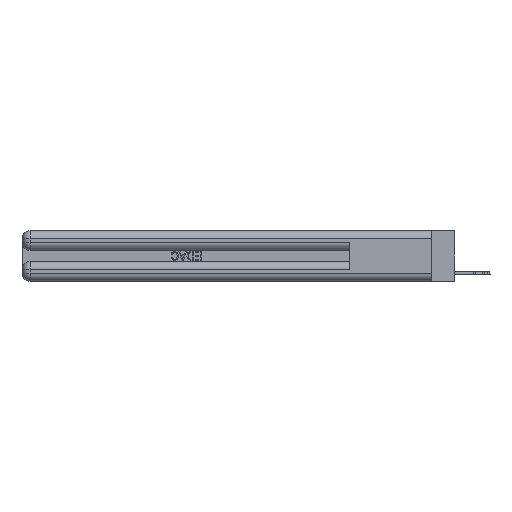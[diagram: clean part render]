
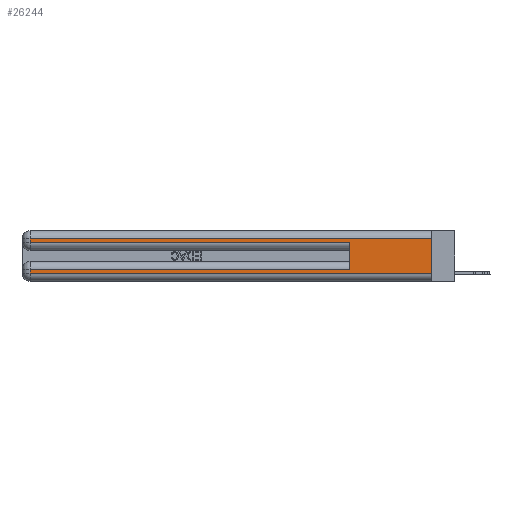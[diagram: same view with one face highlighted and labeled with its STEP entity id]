
A CAD part, left-side view. The second image highlights one B-rep face of the part: STEP entity #26244.
In plain terms, the highlighted planar face has unit normal (-1, 0, 0).
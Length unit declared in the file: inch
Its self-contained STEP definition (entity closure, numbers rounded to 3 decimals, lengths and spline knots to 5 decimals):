
#355 = LINE ( 'NONE', #6069, #4882 ) ;
#429 = DIRECTION ( 'NONE',  ( 0., 0., 1. ) ) ;
#2172 = DIRECTION ( 'NONE',  ( 0., -1., 0. ) ) ;
#2438 = LINE ( 'NONE', #13132, #9662 ) ;
#2452 = PLANE ( 'NONE',  #29810 ) ;
#2925 = CARTESIAN_POINT ( 'NONE',  ( 0., 0., 0.37 ) ) ;
#3508 = VERTEX_POINT ( 'NONE', #16287 ) ;
#4273 = DIRECTION ( 'NONE',  ( 0., 0., -1. ) ) ;
#4882 = VECTOR ( 'NONE', #31591, 39.37008 ) ;
#6069 = CARTESIAN_POINT ( 'NONE',  ( 0., 0., 0.085 ) ) ;
#6077 = EDGE_LOOP ( 'NONE', ( #25565, #24409, #30543, #30057, #32427, #12232, #6102, #12604 ) ) ;
#6102 = ORIENTED_EDGE ( 'NONE', *, *, #11191, .T. ) ;
#6361 = VERTEX_POINT ( 'NONE', #27969 ) ;
#6492 = VECTOR ( 'NONE', #4273, 39.37008 ) ;
#7161 = CARTESIAN_POINT ( 'NONE',  ( 0., 0., 0.31 ) ) ;
#7339 = VERTEX_POINT ( 'NONE', #29028 ) ;
#7819 = CARTESIAN_POINT ( 'NONE',  ( 0., 0., 0.06 ) ) ;
#8187 = DIRECTION ( 'NONE',  ( 0., 0., -1. ) ) ;
#9249 = EDGE_CURVE ( 'NONE', #21635, #27428, #29486, .T. ) ;
#9662 = VECTOR ( 'NONE', #23258, 39.37008 ) ;
#11191 = EDGE_CURVE ( 'NONE', #3508, #14724, #2438, .T. ) ;
#11246 = DIRECTION ( 'NONE',  ( 0., 0., -1. ) ) ;
#11445 = VECTOR ( 'NONE', #11246, 39.37008 ) ;
#12231 = CARTESIAN_POINT ( 'NONE',  ( 0., 0., 0.285 ) ) ;
#12232 = ORIENTED_EDGE ( 'NONE', *, *, #23090, .T. ) ;
#12604 = ORIENTED_EDGE ( 'NONE', *, *, #31350, .T. ) ;
#12960 = LINE ( 'NONE', #30259, #27835 ) ;
#13068 = LINE ( 'NONE', #22708, #21988 ) ;
#13132 = CARTESIAN_POINT ( 'NONE',  ( 0., 2.94, 0.37 ) ) ;
#14575 = EDGE_CURVE ( 'NONE', #29056, #7339, #13068, .T. ) ;
#14666 = LINE ( 'NONE', #31938, #6492 ) ;
#14724 = VERTEX_POINT ( 'NONE', #31646 ) ;
#16287 = CARTESIAN_POINT ( 'NONE',  ( 0., 2.94, 0.085 ) ) ;
#17897 = DIRECTION ( 'NONE',  ( 0., -1., 0. ) ) ;
#18033 = DIRECTION ( 'NONE',  ( 0., 1., 0. ) ) ;
#18363 = CARTESIAN_POINT ( 'NONE',  ( 0., 0.6, 0.085 ) ) ;
#19091 = CARTESIAN_POINT ( 'NONE',  ( 0., 0.6, 0.285 ) ) ;
#20764 = DIRECTION ( 'NONE',  ( 1., 0., 0. ) ) ;
#21635 = VERTEX_POINT ( 'NONE', #23865 ) ;
#21988 = VECTOR ( 'NONE', #18033, 39.37008 ) ;
#22708 = CARTESIAN_POINT ( 'NONE',  ( 0., 0., 0.31 ) ) ;
#23090 = EDGE_CURVE ( 'NONE', #30439, #3508, #355, .T. ) ;
#23258 = DIRECTION ( 'NONE',  ( 0., 0., -1. ) ) ;
#23865 = CARTESIAN_POINT ( 'NONE',  ( 0., 2.94, 0.285 ) ) ;
#24331 = CARTESIAN_POINT ( 'NONE',  ( 0., 0., 0.37 ) ) ;
#24409 = ORIENTED_EDGE ( 'NONE', *, *, #14575, .T. ) ;
#25113 = FACE_OUTER_BOUND ( 'NONE', #6077, .T. ) ;
#25565 = ORIENTED_EDGE ( 'NONE', *, *, #31777, .F. ) ;
#25718 = VECTOR ( 'NONE', #17897, 39.37008 ) ;
#26059 = EDGE_CURVE ( 'NONE', #7339, #21635, #14666, .T. ) ;
#26244 = ADVANCED_FACE ( 'NONE', ( #25113 ), #2452, .F. ) ;
#27428 = VERTEX_POINT ( 'NONE', #19091 ) ;
#27835 = VECTOR ( 'NONE', #429, 39.37008 ) ;
#27969 = CARTESIAN_POINT ( 'NONE',  ( 0., 0., 0.06 ) ) ;
#28833 = LINE ( 'NONE', #24331, #11445 ) ;
#29028 = CARTESIAN_POINT ( 'NONE',  ( 0., 2.94, 0.31 ) ) ;
#29056 = VERTEX_POINT ( 'NONE', #7161 ) ;
#29486 = LINE ( 'NONE', #12231, #31364 ) ;
#29810 = AXIS2_PLACEMENT_3D ( 'NONE', #2925, #20764, #8187 ) ;
#29958 = EDGE_CURVE ( 'NONE', #30439, #27428, #12960, .T. ) ;
#30057 = ORIENTED_EDGE ( 'NONE', *, *, #9249, .T. ) ;
#30259 = CARTESIAN_POINT ( 'NONE',  ( 0., 0.6, 0.145 ) ) ;
#30439 = VERTEX_POINT ( 'NONE', #18363 ) ;
#30543 = ORIENTED_EDGE ( 'NONE', *, *, #26059, .T. ) ;
#30553 = LINE ( 'NONE', #7819, #25718 ) ;
#31350 = EDGE_CURVE ( 'NONE', #14724, #6361, #30553, .T. ) ;
#31364 = VECTOR ( 'NONE', #2172, 39.37008 ) ;
#31591 = DIRECTION ( 'NONE',  ( 0., 1., 0. ) ) ;
#31646 = CARTESIAN_POINT ( 'NONE',  ( 0., 2.94, 0.06 ) ) ;
#31777 = EDGE_CURVE ( 'NONE', #29056, #6361, #28833, .T. ) ;
#31938 = CARTESIAN_POINT ( 'NONE',  ( 0., 2.94, 0.37 ) ) ;
#32427 = ORIENTED_EDGE ( 'NONE', *, *, #29958, .F. ) ;
